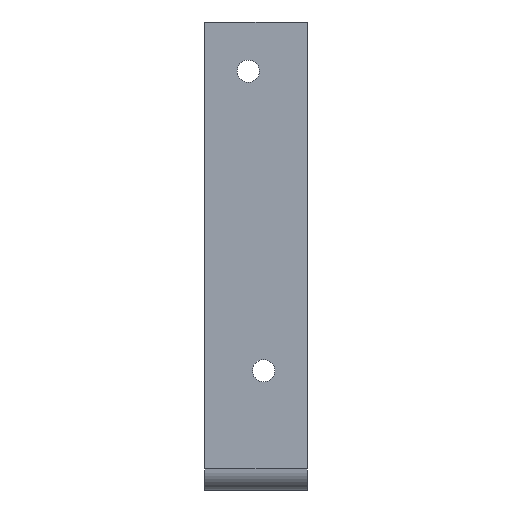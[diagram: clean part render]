
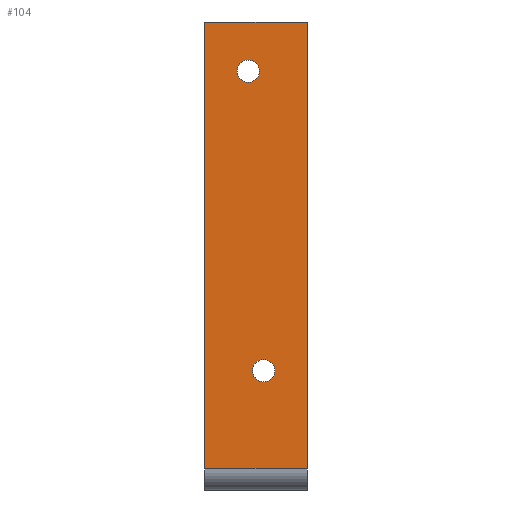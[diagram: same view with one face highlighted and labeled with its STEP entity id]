
A CAD part, left-side view. The second image highlights one B-rep face of the part: STEP entity #104.
In plain terms, the highlighted planar face has unit normal (-1, 0, 0).
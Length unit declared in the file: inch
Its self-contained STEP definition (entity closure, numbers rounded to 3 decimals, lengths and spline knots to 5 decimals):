
#3 = DIRECTION ( 'NONE',  ( 0., 0., -1. ) ) ;
#10 = CARTESIAN_POINT ( 'NONE',  ( 0., 0.4375, 4. ) ) ;
#32 = VERTEX_POINT ( 'NONE', #794 ) ;
#79 = CIRCLE ( 'NONE', #124, 0.095 ) ;
#94 = DIRECTION ( 'NONE',  ( 0., 0., 1. ) ) ;
#98 = DIRECTION ( 'NONE',  ( 1., 0., 0. ) ) ;
#100 = CARTESIAN_POINT ( 'NONE',  ( 0., -0.065, 1.02 ) ) ;
#104 = ADVANCED_FACE ( 'NONE', ( #476, #831, #119 ), #776, .T. ) ;
#105 = ORIENTED_EDGE ( 'NONE', *, *, #827, .T. ) ;
#119 = FACE_OUTER_BOUND ( 'NONE', #497, .T. ) ;
#124 = AXIS2_PLACEMENT_3D ( 'NONE', #451, #605, #188 ) ;
#145 = EDGE_LOOP ( 'NONE', ( #270, #105 ) ) ;
#162 = AXIS2_PLACEMENT_3D ( 'NONE', #423, #742, #624 ) ;
#169 = VECTOR ( 'NONE', #341, 39.37008 ) ;
#170 = CARTESIAN_POINT ( 'NONE',  ( 0., 0.4375, 0.18 ) ) ;
#181 = AXIS2_PLACEMENT_3D ( 'NONE', #100, #98, #94 ) ;
#188 = DIRECTION ( 'NONE',  ( 0., 0., 1. ) ) ;
#191 = VERTEX_POINT ( 'NONE', #652 ) ;
#203 = LINE ( 'NONE', #10, #540 ) ;
#208 = VECTOR ( 'NONE', #374, 39.37008 ) ;
#216 = VERTEX_POINT ( 'NONE', #576 ) ;
#270 = ORIENTED_EDGE ( 'NONE', *, *, #688, .T. ) ;
#289 = DIRECTION ( 'NONE',  ( 0., -1., 0. ) ) ;
#293 = CARTESIAN_POINT ( 'NONE',  ( 0., 0.4375, 0.18 ) ) ;
#295 = VERTEX_POINT ( 'NONE', #170 ) ;
#315 = ORIENTED_EDGE ( 'NONE', *, *, #649, .T. ) ;
#318 = ORIENTED_EDGE ( 'NONE', *, *, #763, .T. ) ;
#331 = CARTESIAN_POINT ( 'NONE',  ( 0., -0.065, 0.925 ) ) ;
#341 = DIRECTION ( 'NONE',  ( 0., 0., -1. ) ) ;
#344 = CARTESIAN_POINT ( 'NONE',  ( 0., -0.4375, 4. ) ) ;
#355 = LINE ( 'NONE', #344, #169 ) ;
#359 = DIRECTION ( 'NONE',  ( 1., 0., 0. ) ) ;
#374 = DIRECTION ( 'NONE',  ( 0., -1., 0. ) ) ;
#375 = CARTESIAN_POINT ( 'NONE',  ( 0., 0.4375, 4. ) ) ;
#396 = CARTESIAN_POINT ( 'NONE',  ( 0., -0.065, 1.115 ) ) ;
#423 = CARTESIAN_POINT ( 'NONE',  ( 0., 0.065, 3.58 ) ) ;
#430 = CIRCLE ( 'NONE', #181, 0.095 ) ;
#451 = CARTESIAN_POINT ( 'NONE',  ( 0., -0.065, 1.02 ) ) ;
#463 = EDGE_CURVE ( 'NONE', #32, #216, #830, .T. ) ;
#471 = ORIENTED_EDGE ( 'NONE', *, *, #463, .T. ) ;
#476 = FACE_BOUND ( 'NONE', #145, .T. ) ;
#497 = EDGE_LOOP ( 'NONE', ( #664, #510, #687, #315 ) ) ;
#499 = CIRCLE ( 'NONE', #162, 0.095 ) ;
#508 = AXIS2_PLACEMENT_3D ( 'NONE', #838, #359, #826 ) ;
#510 = ORIENTED_EDGE ( 'NONE', *, *, #608, .F. ) ;
#534 = VERTEX_POINT ( 'NONE', #396 ) ;
#540 = VECTOR ( 'NONE', #3, 39.37008 ) ;
#560 = LINE ( 'NONE', #375, #208 ) ;
#576 = CARTESIAN_POINT ( 'NONE',  ( 0., 0.065, 3.675 ) ) ;
#582 = AXIS2_PLACEMENT_3D ( 'NONE', #759, #815, #775 ) ;
#605 = DIRECTION ( 'NONE',  ( 1., 0., 0. ) ) ;
#608 = EDGE_CURVE ( 'NONE', #191, #857, #560, .T. ) ;
#624 = DIRECTION ( 'NONE',  ( 0., 0., 1. ) ) ;
#627 = EDGE_CURVE ( 'NONE', #857, #845, #355, .T. ) ;
#649 = EDGE_CURVE ( 'NONE', #295, #845, #738, .T. ) ;
#652 = CARTESIAN_POINT ( 'NONE',  ( 0., 0.4375, 4. ) ) ;
#661 = VECTOR ( 'NONE', #289, 39.37008 ) ;
#664 = ORIENTED_EDGE ( 'NONE', *, *, #627, .F. ) ;
#666 = CARTESIAN_POINT ( 'NONE',  ( 0., -0.4375, 4. ) ) ;
#671 = EDGE_LOOP ( 'NONE', ( #471, #318 ) ) ;
#674 = CARTESIAN_POINT ( 'NONE',  ( 0., -0.4375, 0.18 ) ) ;
#687 = ORIENTED_EDGE ( 'NONE', *, *, #717, .T. ) ;
#688 = EDGE_CURVE ( 'NONE', #834, #534, #430, .T. ) ;
#717 = EDGE_CURVE ( 'NONE', #191, #295, #203, .T. ) ;
#738 = LINE ( 'NONE', #293, #661 ) ;
#742 = DIRECTION ( 'NONE',  ( 1., 0., 0. ) ) ;
#759 = CARTESIAN_POINT ( 'NONE',  ( 0., 0.4375, 4. ) ) ;
#763 = EDGE_CURVE ( 'NONE', #216, #32, #499, .T. ) ;
#775 = DIRECTION ( 'NONE',  ( 0., 0., 1. ) ) ;
#776 = PLANE ( 'NONE',  #582 ) ;
#794 = CARTESIAN_POINT ( 'NONE',  ( 0., 0.065, 3.485 ) ) ;
#815 = DIRECTION ( 'NONE',  ( -1., 0., 0. ) ) ;
#826 = DIRECTION ( 'NONE',  ( 0., 0., 1. ) ) ;
#827 = EDGE_CURVE ( 'NONE', #534, #834, #79, .T. ) ;
#830 = CIRCLE ( 'NONE', #508, 0.095 ) ;
#831 = FACE_BOUND ( 'NONE', #671, .T. ) ;
#834 = VERTEX_POINT ( 'NONE', #331 ) ;
#838 = CARTESIAN_POINT ( 'NONE',  ( 0., 0.065, 3.58 ) ) ;
#845 = VERTEX_POINT ( 'NONE', #674 ) ;
#857 = VERTEX_POINT ( 'NONE', #666 ) ;
